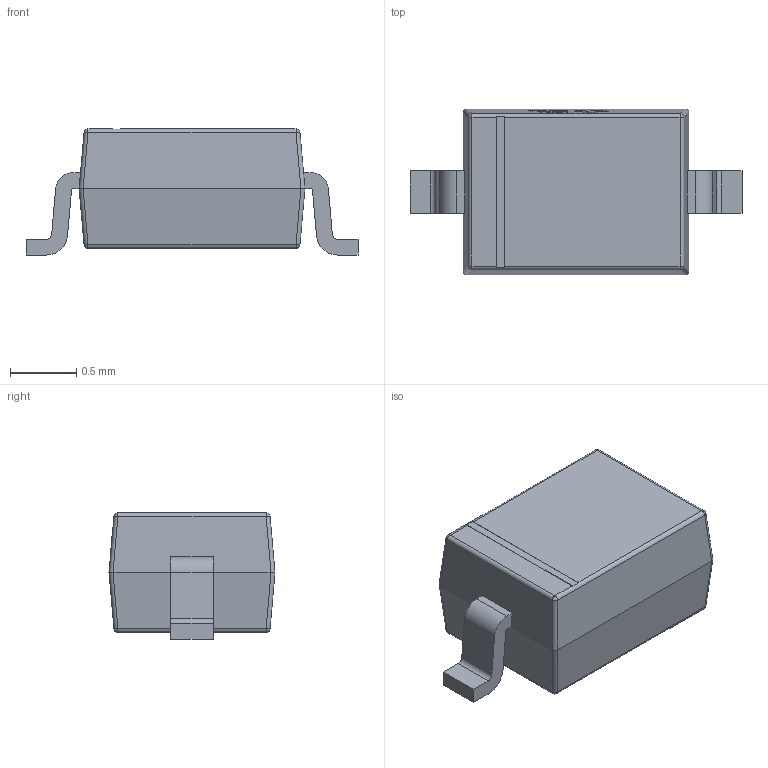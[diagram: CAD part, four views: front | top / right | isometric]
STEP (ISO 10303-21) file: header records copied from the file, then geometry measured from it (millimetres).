
FILE_DESCRIPTION (( 'STEP AP214' ), '1' );
FILE_NAME ('SOD-323_L1.7-W1.3-LS2.5-FD.step', '2022-07-26T09:06:36', ( '' ), ( '' ), 'SwSTEP 2.0', 'SolidWorks 2020', '' );
FILE_SCHEMA (( 'AUTOMOTIVE_DESIGN' ));
Length unit declared in the file: millimetre
Products named in the file (1): SOD-323_L1.7-W1.3-LS2.5-FD
Bounding box: 2.5 x 1.25 x 0.95 mm (x, y, z)
Volume: 1.9 mm3; surface area: 10.3 mm2
Topology: 14 solids, 14 shells, 354 faces, 921 edges, 602 vertices
Faces by surface type: plane 210, bspline 112, cylinder 24, sphere 8
Entity records: 15982 total; most frequent: CARTESIAN_POINT 3994, ORIENTED_EDGE 1842, DIRECTION 1219, EDGE_CURVE 921, LINE 645, VECTOR 645, VERTEX_POINT 602, EDGE_LOOP 373
